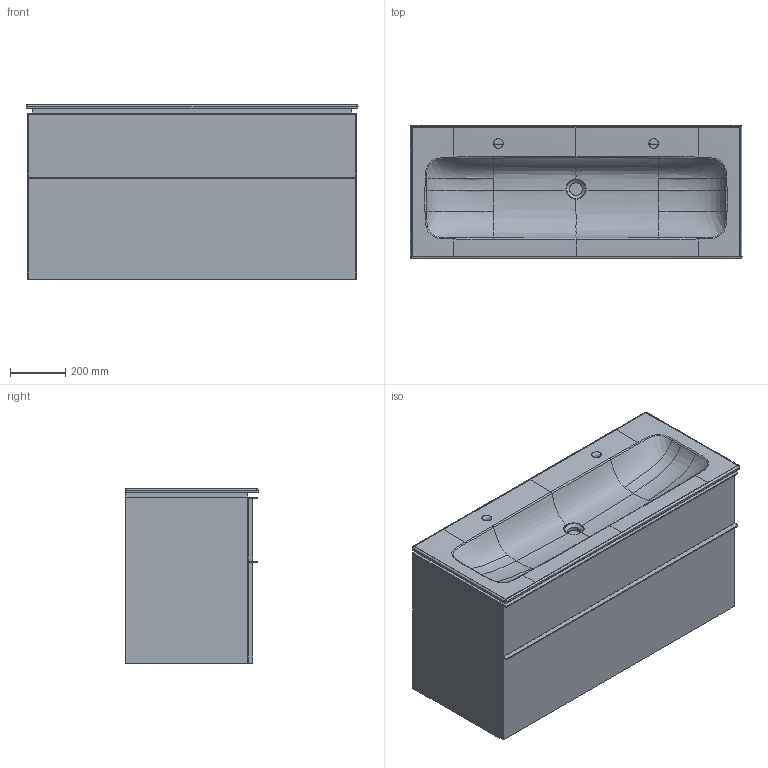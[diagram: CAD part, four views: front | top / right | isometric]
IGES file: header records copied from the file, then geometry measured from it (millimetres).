
Global section: file name: 502338; native system: Autodesk Inventor 2018; preprocessor: unknown; author: JANAN; date: 20211001.122913; units: millimetre
Bounding box: 1197.99 x 480.53 x 630.14 mm (x, y, z)
Volume: 60816659.1 mm3; surface area: 8200299.1 mm2
Topology: 4 solids, 4 shells, 405 faces, 987 edges, 585 vertices
Faces by surface type: bspline 405
